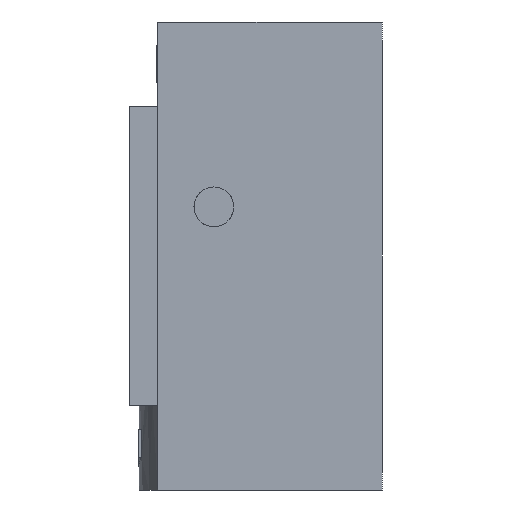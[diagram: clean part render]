
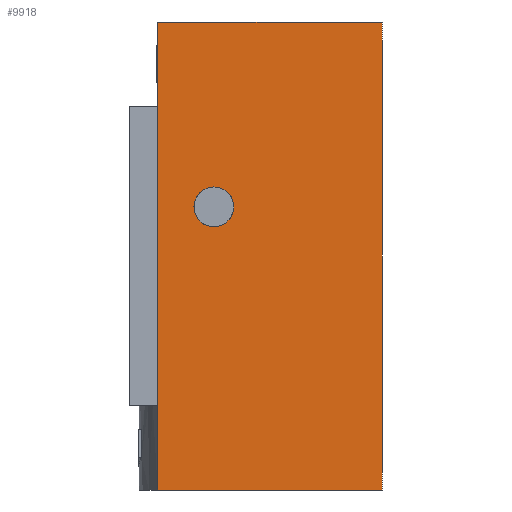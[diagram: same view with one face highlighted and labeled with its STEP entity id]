
A CAD part, left-side view. The second image highlights one B-rep face of the part: STEP entity #9918.
In plain terms, the highlighted planar face has unit normal (-1, 0, 0).
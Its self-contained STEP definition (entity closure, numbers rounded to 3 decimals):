
#85 = CARTESIAN_POINT ( 'NONE',  ( -75., 25., -18. ) ) ;
#90 = DIRECTION ( 'NONE',  ( 0., 0., 1. ) ) ;
#528 = CARTESIAN_POINT ( 'NONE',  ( -75., 13., -39.5 ) ) ;
#529 = DIRECTION ( 'NONE',  ( -1., 0., 0. ) ) ;
#542 = DIRECTION ( 'NONE',  ( 0., 0., 1. ) ) ;
#1014 = PLANE ( 'NONE',  #9622 ) ;
#1015 = CARTESIAN_POINT ( 'NONE',  ( -75., 25., -18. ) ) ;
#1027 = DIRECTION ( 'NONE',  ( 0., 0., 1. ) ) ;
#1036 = DIRECTION ( 'NONE',  ( -1., 0., 0. ) ) ;
#3027 = CARTESIAN_POINT ( 'NONE',  ( -75., 25., 0. ) ) ;
#3089 = CARTESIAN_POINT ( 'NONE',  ( -75., 25., -100. ) ) ;
#3322 = EDGE_LOOP ( 'NONE', ( #11158, #11067, #11166, #11150 ) ) ;
#3345 = EDGE_LOOP ( 'NONE', ( #11152, #11157 ) ) ;
#3423 = EDGE_CURVE ( 'NONE', #10341, #3785, #5577, .T. ) ;
#3437 = EDGE_CURVE ( 'NONE', #4013, #4047, #5600, .T. ) ;
#3469 = EDGE_CURVE ( 'NONE', #3815, #3785, #5708, .T. ) ;
#3472 = EDGE_CURVE ( 'NONE', #3815, #10339, #5703, .T. ) ;
#3785 = VERTEX_POINT ( 'NONE', #7099 ) ;
#3815 = VERTEX_POINT ( 'NONE', #7132 ) ;
#4013 = VERTEX_POINT ( 'NONE', #7324 ) ;
#4047 = VERTEX_POINT ( 'NONE', #7365 ) ;
#4707 = EDGE_CURVE ( 'NONE', #10339, #10341, #8164, .T. ) ;
#4827 = EDGE_CURVE ( 'NONE', #4047, #4013, #8342, .T. ) ;
#4906 = AXIS2_PLACEMENT_3D ( 'NONE', #10495, #10516, #10481 ) ;
#5568 = VECTOR ( 'NONE', #10453, 1000. ) ;
#5577 = LINE ( 'NONE', #10475, #5568 ) ;
#5600 = CIRCLE ( 'NONE', #4906, 4.25 ) ;
#5703 = LINE ( 'NONE', #6272, #5754 ) ;
#5708 = LINE ( 'NONE', #6301, #5730 ) ;
#5730 = VECTOR ( 'NONE', #6261, 1000. ) ;
#5754 = VECTOR ( 'NONE', #6284, 1000. ) ;
#6261 = DIRECTION ( 'NONE',  ( 0., 0., 1. ) ) ;
#6272 = CARTESIAN_POINT ( 'NONE',  ( -75., -23., -100. ) ) ;
#6284 = DIRECTION ( 'NONE',  ( 0., 1., 0. ) ) ;
#6301 = CARTESIAN_POINT ( 'NONE',  ( -75., -23., -18. ) ) ;
#7099 = CARTESIAN_POINT ( 'NONE',  ( -75., -23., 0. ) ) ;
#7132 = CARTESIAN_POINT ( 'NONE',  ( -75., -23., -100. ) ) ;
#7324 = CARTESIAN_POINT ( 'NONE',  ( -75., 13., -35.25 ) ) ;
#7365 = CARTESIAN_POINT ( 'NONE',  ( -75., 13., -43.75 ) ) ;
#8164 = LINE ( 'NONE', #85, #8175 ) ;
#8175 = VECTOR ( 'NONE', #90, 1000. ) ;
#8342 = CIRCLE ( 'NONE', #9598, 4.25 ) ;
#8508 = FACE_OUTER_BOUND ( 'NONE', #3322, .T. ) ;
#8514 = FACE_BOUND ( 'NONE', #3345, .T. ) ;
#9598 = AXIS2_PLACEMENT_3D ( 'NONE', #528, #529, #542 ) ;
#9622 = AXIS2_PLACEMENT_3D ( 'NONE', #1015, #1036, #1027 ) ;
#9918 = ADVANCED_FACE ( 'NONE', ( #8514, #8508 ), #1014, .T. ) ;
#10339 = VERTEX_POINT ( 'NONE', #3089 ) ;
#10341 = VERTEX_POINT ( 'NONE', #3027 ) ;
#10453 = DIRECTION ( 'NONE',  ( 0., -1., 0. ) ) ;
#10475 = CARTESIAN_POINT ( 'NONE',  ( -75., 25., 0. ) ) ;
#10481 = DIRECTION ( 'NONE',  ( 0., 0., 1. ) ) ;
#10495 = CARTESIAN_POINT ( 'NONE',  ( -75., 13., -39.5 ) ) ;
#10516 = DIRECTION ( 'NONE',  ( -1., 0., 0. ) ) ;
#11067 = ORIENTED_EDGE ( 'NONE', *, *, #4707, .F. ) ;
#11150 = ORIENTED_EDGE ( 'NONE', *, *, #3469, .T. ) ;
#11152 = ORIENTED_EDGE ( 'NONE', *, *, #3437, .F. ) ;
#11157 = ORIENTED_EDGE ( 'NONE', *, *, #4827, .F. ) ;
#11158 = ORIENTED_EDGE ( 'NONE', *, *, #3423, .F. ) ;
#11166 = ORIENTED_EDGE ( 'NONE', *, *, #3472, .F. ) ;
